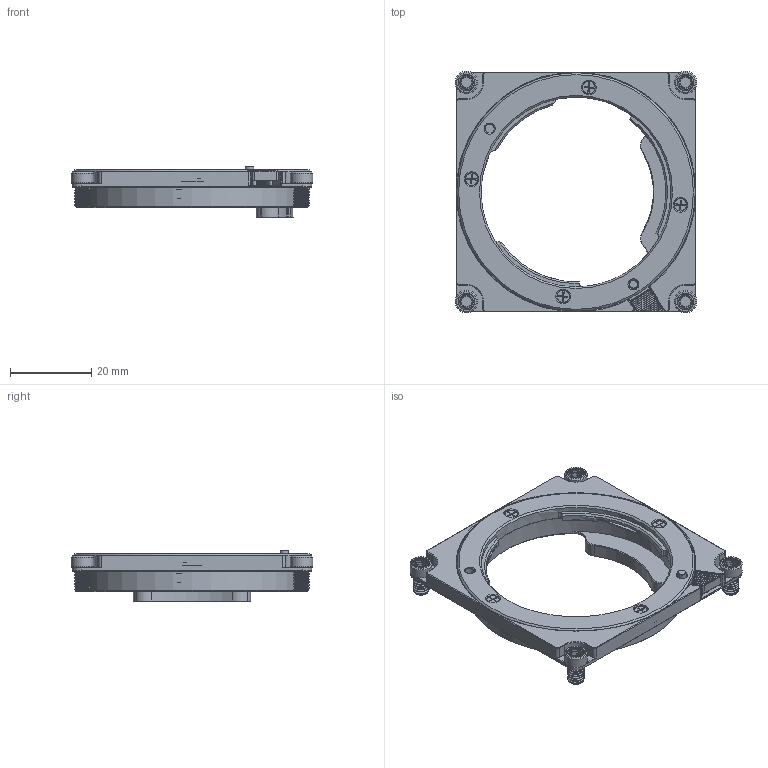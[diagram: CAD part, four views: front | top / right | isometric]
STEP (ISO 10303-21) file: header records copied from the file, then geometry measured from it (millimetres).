
FILE_DESCRIPTION(/* description */ (''),/* implementation_level */ '2;1');
FILE_NAME(/* name */ 'LA-E-MNT-60MM-KIT_01-STP.stp',/* time_stamp */ '2024-03-20T09:25:14+01:00',/* author */ (''),/* organization */ (''),/* preprocessor_version */ 'ST-DEVELOPER v18.102',/* originating_system */ 'SIEMENS PLM Software NX2206.8900',/* authorisation */ '');
FILE_SCHEMA (('AUTOMOTIVE_DESIGN { 1 0 10303 214 3 1 1 1 }'));
Length unit declared in the file: millimetre
Products named in the file (10): 002213_01_1-MEIKE-MK-S-AF3A-SPRING; 002260_01_1-MEIKE-MK-S-AF3A-RING; 001060_01_1-SROB-M2X4-CUST; 001312_01_1-SPRING-H32-2-2; 002275_01_1-MECH-E-MNT-BUTTON; 002267_01_1-MECH-E-MNT-ADPT; 001053_01_1-SROB-M4X6-SLH-SD; 004879_01_1-MEIKE-MK-S-AF3A; 002244_01_1-LA-E-MNT-60MM; 004880_01_1-LA-E-MNT-60MM-KIT
Assembly tree (16 placements, depth 4):
  004880_01_1-LA-E-MNT-60MM-KIT
    002244_01_1-LA-E-MNT-60MM
      002267_01_1-MECH-E-MNT-ADPT
      002275_01_1-MECH-E-MNT-BUTTON
      001312_01_1-SPRING-H32-2-2  x2
      001060_01_1-SROB-M2X4-CUST  x4
      004879_01_1-MEIKE-MK-S-AF3A
        002260_01_1-MEIKE-MK-S-AF3A-RING
        002213_01_1-MEIKE-MK-S-AF3A-SPRING
    001053_01_1-SROB-M4X6-SLH-SD  x4
Bounding box: 59.5 x 59.5 x 12.66 mm (x, y, z)
Volume: 9247.1 mm3; surface area: 13241.9 mm2
Topology: 14 solids, 14 shells, 1423 faces, 2972 edges, 1567 vertices
Faces by surface type: plane 1006, cone 198, cylinder 197, bspline 18, torus 4
Full cylindrical faces by diameter (mm): 0.9 x6, 1.2 x4, 1.5 x2, 1.6 x4, 1.85 x4, 1.9 x4, 2.1 x1, 2.2 x1, 2.3 x2, 2.7 x4, 3 x4, 3.2 x4, 4.2 x4, 5.5 x4, 46.8 x1, 48 x1, 48.7 x1, 53.85 x1, 58.7 x1
Entity records: 35124 total; most frequent: CARTESIAN_POINT 10170, DIRECTION 5246, ORIENTED_EDGE 4736, EDGE_CURVE 2368, AXIS2_PLACEMENT_3D 1811, LINE 1624, VECTOR 1624, EDGE_LOOP 1400
